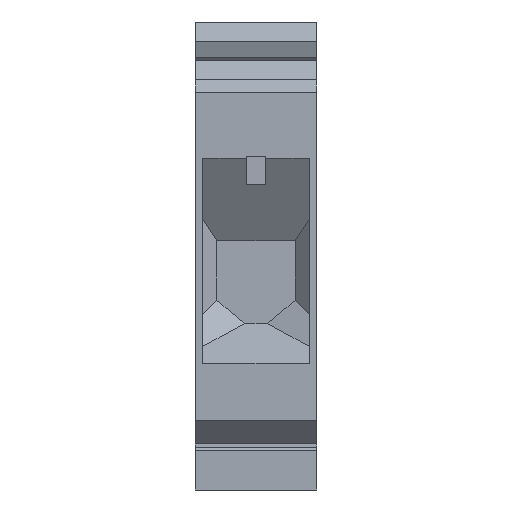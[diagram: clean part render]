
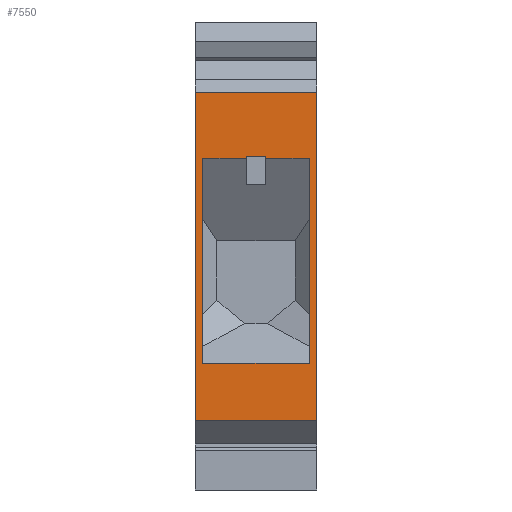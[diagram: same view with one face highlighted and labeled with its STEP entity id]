
A CAD part, front view. The second image highlights one B-rep face of the part: STEP entity #7550.
In plain terms, the highlighted face is planar.
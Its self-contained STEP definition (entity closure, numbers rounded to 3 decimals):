
#6540=CARTESIAN_POINT('',(-28.8,45.879,
6.5));
#6550=DIRECTION('',(1.,0.,0.));
#6560=DIRECTION('',(0.,-1.,0.));
#6570=AXIS2_PLACEMENT_3D('',#6540,#6550,#6560);
#6580=PLANE('',#6570);
#6590=CARTESIAN_POINT('',(-28.8,13.5,
6.5));
#6600=DIRECTION('',(0.,0.,1.));
#6610=VECTOR('',#6600,1.);
#6620=LINE('',#6590,#6610);
#6630=CARTESIAN_POINT('',(-28.8,13.5,
-8.5));
#6640=VERTEX_POINT('',#6630);
#6650=CARTESIAN_POINT('',(-28.8,13.5,
5.5));
#6660=VERTEX_POINT('',#6650);
#6670=EDGE_CURVE('',#6640,#6660,#6620,.T.);
#6680=ORIENTED_EDGE('',*,*,#6670,.F.);
#6690=CARTESIAN_POINT('',(-28.8,9.123,
5.5));
#6700=DIRECTION('',(0.,-1.,0.));
#6710=VECTOR('',#6700,1.);
#6720=LINE('',#6690,#6710);
#6730=CARTESIAN_POINT('',(-28.8,40.436,
5.5));
#6740=VERTEX_POINT('',#6730);
#6750=EDGE_CURVE('',#6740,#6660,#6720,.T.);
#6760=ORIENTED_EDGE('',*,*,#6750,.T.);
#6770=CARTESIAN_POINT('',(-28.8,40.436,
6.5));
#6780=DIRECTION('',(0.,0.,-1.));
#6790=VECTOR('',#6780,1.);
#6800=LINE('',#6770,#6790);
#6810=CARTESIAN_POINT('',(-28.8,40.436,
-0.25));
#6820=VERTEX_POINT('',#6810);
#6830=EDGE_CURVE('',#6740,#6820,#6800,.T.);
#6840=ORIENTED_EDGE('',*,*,#6830,.F.);
#6850=CARTESIAN_POINT('',(-28.8,9.123,
-0.25));
#6860=DIRECTION('',(0.,-1.,0.));
#6870=VECTOR('',#6860,1.);
#6880=LINE('',#6850,#6870);
#6890=CARTESIAN_POINT('',(-28.8,40.6,
-0.25));
#6900=VERTEX_POINT('',#6890);
#6910=EDGE_CURVE('',#6900,#6820,#6880,.T.);
#6920=ORIENTED_EDGE('',*,*,#6910,.T.);
#6930=CARTESIAN_POINT('',(-28.8,40.6,
6.5));
#6940=DIRECTION('',(0.,0.,-1.));
#6950=VECTOR('',#6940,1.);
#6960=LINE('',#6930,#6950);
#6970=CARTESIAN_POINT('',(-28.8,40.6,
-2.75));
#6980=VERTEX_POINT('',#6970);
#6990=EDGE_CURVE('',#6900,#6980,#6960,.T.);
#7000=ORIENTED_EDGE('',*,*,#6990,.F.);
#7010=CARTESIAN_POINT('',(-28.8,9.123,
-2.75));
#7020=DIRECTION('',(0.,-1.,0.));
#7030=VECTOR('',#7020,1.);
#7040=LINE('',#7010,#7030);
#7050=CARTESIAN_POINT('',(-28.8,40.436,
-2.75));
#7060=VERTEX_POINT('',#7050);
#7070=EDGE_CURVE('',#6980,#7060,#7040,.T.);
#7080=ORIENTED_EDGE('',*,*,#7070,.F.);
#7090=CARTESIAN_POINT('',(-28.8,40.436,
-8.5));
#7100=VERTEX_POINT('',#7090);
#7110=EDGE_CURVE('',#7060,#7100,#6800,.T.);
#7120=ORIENTED_EDGE('',*,*,#7110,.F.);
#7130=CARTESIAN_POINT('',(-28.8,9.123,
-8.5));
#7140=DIRECTION('',(0.,-1.,0.));
#7150=VECTOR('',#7140,1.);
#7160=LINE('',#7130,#7150);
#7170=EDGE_CURVE('',#7100,#6640,#7160,.T.);
#7180=ORIENTED_EDGE('',*,*,#7170,.F.);
#7190=EDGE_LOOP('',(#7180,#7120,#7080,#7000,#6920,#6840,#6760,#6680));
#7200=FACE_BOUND('',#7190,.T.);
#7210=CARTESIAN_POINT('',(-28.8,49.1,
6.5));
#7220=DIRECTION('',(0.,0.,-1.));
#7230=VECTOR('',#7220,1.);
#7240=LINE('',#7210,#7230);
#7250=CARTESIAN_POINT('',(-28.8,49.1,
6.5));
#7260=VERTEX_POINT('',#7250);
#7270=CARTESIAN_POINT('',(-28.8,49.1,
-9.5));
#7280=VERTEX_POINT('',#7270);
#7290=EDGE_CURVE('',#7260,#7280,#7240,.T.);
#7300=ORIENTED_EDGE('',*,*,#7290,.T.);
#7310=CARTESIAN_POINT('',(-28.8,9.123,
6.5));
#7320=DIRECTION('',(0.,1.,0.));
#7330=VECTOR('',#7320,1.);
#7340=LINE('',#7310,#7330);
#7350=CARTESIAN_POINT('',(-28.8,5.95,
6.5));
#7360=VERTEX_POINT('',#7350);
#7370=EDGE_CURVE('',#7360,#7260,#7340,.T.);
#7380=ORIENTED_EDGE('',*,*,#7370,.T.);
#7390=CARTESIAN_POINT('',(-28.8,5.95,
6.5));
#7400=DIRECTION('',(0.,0.,1.));
#7410=VECTOR('',#7400,1.);
#7420=LINE('',#7390,#7410);
#7430=CARTESIAN_POINT('',(-28.8,5.95,
-9.5));
#7440=VERTEX_POINT('',#7430);
#7450=EDGE_CURVE('',#7440,#7360,#7420,.T.);
#7460=ORIENTED_EDGE('',*,*,#7450,.T.);
#7470=CARTESIAN_POINT('',(-28.8,9.123,
-9.5));
#7480=DIRECTION('',(0.,1.,0.));
#7490=VECTOR('',#7480,1.);
#7500=LINE('',#7470,#7490);
#7510=EDGE_CURVE('',#7440,#7280,#7500,.T.);
#7520=ORIENTED_EDGE('',*,*,#7510,.F.);
#7530=EDGE_LOOP('',(#7520,#7460,#7380,#7300));
#7540=FACE_OUTER_BOUND('',#7530,.T.);
#7550=ADVANCED_FACE('',(#7200,#7540),#6580,.F.);
